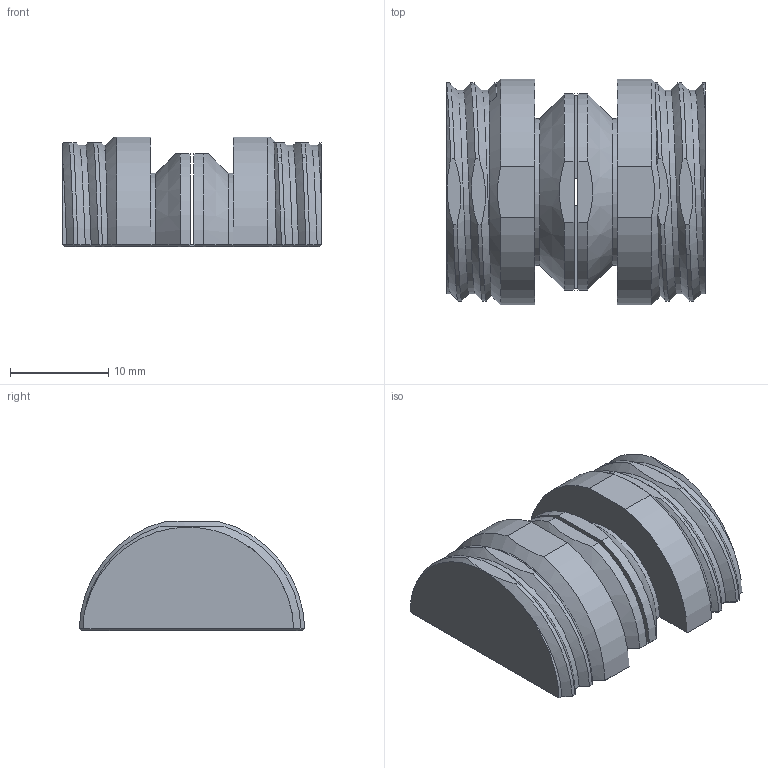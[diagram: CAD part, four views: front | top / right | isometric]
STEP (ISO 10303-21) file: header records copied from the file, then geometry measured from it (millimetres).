
FILE_DESCRIPTION(('HOOPS Exchange Step'),'2;1');
FILE_NAME('temp_export','2024-11-15T21:06:19+01:00',('ddanier'),('Shapr3D Limited'),'HOOPS Exchange 2024.6','Shapr3D','Authorized');
FILE_SCHEMA( ('AP242_MANAGED_MODEL_BASED_3D_ENGINEERING_MIM_LF {1 0 10303 442 1 1 4 }') );
Length unit declared in the file: millimetre
Products named in the file (1): Big, Coin Slot, Foldable
Bounding box: 26.4 x 23 x 11.2 mm (x, y, z)
Volume: 4370.6 mm3; surface area: 2493.4 mm2
Topology: 1 solids, 1 shells, 146 faces, 377 edges, 232 vertices
Faces by surface type: plane 78, bspline 37, cylinder 27, cone 4
Entity records: 5519 total; most frequent: CARTESIAN_POINT 2377, ORIENTED_EDGE 754, DIRECTION 487, EDGE_CURVE 377, VERTEX_POINT 232, VECTOR 187, LINE 187, AXIS2_PLACEMENT_3D 150
